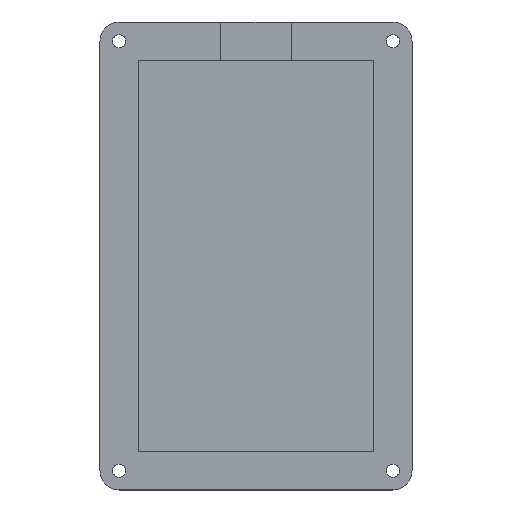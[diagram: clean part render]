
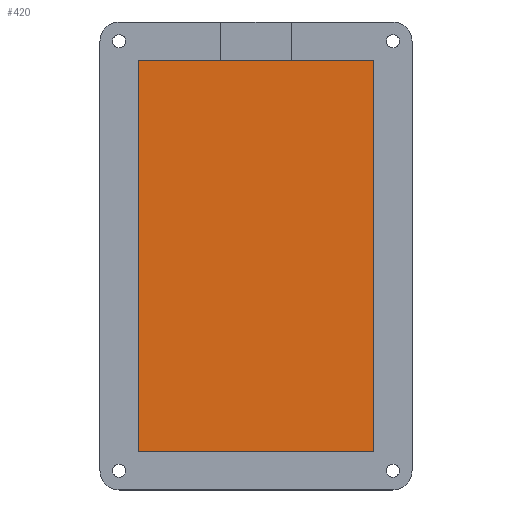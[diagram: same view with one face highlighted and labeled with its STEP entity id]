
A CAD part, top view. The second image highlights one B-rep face of the part: STEP entity #420.
In plain terms, the highlighted planar face has unit normal (0, 0, 1).
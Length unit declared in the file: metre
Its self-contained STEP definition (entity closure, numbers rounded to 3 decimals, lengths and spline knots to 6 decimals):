
#116=ORIENTED_EDGE('',*,*,#171,.F.);
#117=ORIENTED_EDGE('',*,*,#164,.T.);
#118=ORIENTED_EDGE('',*,*,#178,.T.);
#119=ORIENTED_EDGE('',*,*,#175,.F.);
#164=EDGE_CURVE('',#220,#221,#260,.T.);
#171=EDGE_CURVE('',#220,#227,#267,.T.);
#175=EDGE_CURVE('',#227,#230,#271,.T.);
#178=EDGE_CURVE('',#221,#230,#274,.T.);
#220=VERTEX_POINT('',#635);
#221=VERTEX_POINT('',#636);
#227=VERTEX_POINT('',#650);
#230=VERTEX_POINT('',#658);
#260=LINE('',#634,#300);
#267=LINE('',#649,#307);
#271=LINE('',#657,#311);
#274=LINE('',#663,#314);
#300=VECTOR('',#505,1.);
#307=VECTOR('',#514,1.);
#311=VECTOR('',#520,1.);
#314=VECTOR('',#525,1.);
#350=EDGE_LOOP('',(#116,#117,#118,#119));
#384=FACE_BOUND('',#350,.T.);
#402=PLANE('',#471);
#420=ADVANCED_FACE('',(#384),#402,.T.);
#471=AXIS2_PLACEMENT_3D('',#706,#579,#580);
#505=DIRECTION('',(0.,-1.,0.));
#514=DIRECTION('',(1.,0.,0.));
#520=DIRECTION('',(0.,-1.,0.));
#525=DIRECTION('',(1.,0.,0.));
#579=DIRECTION('',(0.,0.,1.));
#580=DIRECTION('',(1.,0.,0.));
#634=CARTESIAN_POINT('',(-0.029845,-0.001565,0.003));
#635=CARTESIAN_POINT('',(-0.029845,0.049535,0.003));
#636=CARTESIAN_POINT('',(-0.029845,-0.052665,0.003));
#649=CARTESIAN_POINT('',(0.000905,0.049535,0.003));
#650=CARTESIAN_POINT('',(0.031655,0.049535,0.003));
#657=CARTESIAN_POINT('',(0.031655,-0.001565,0.003));
#658=CARTESIAN_POINT('',(0.031655,-0.052665,0.003));
#663=CARTESIAN_POINT('',(0.000905,-0.052665,0.003));
#706=CARTESIAN_POINT('',(0.000905,-0.001565,0.003));
